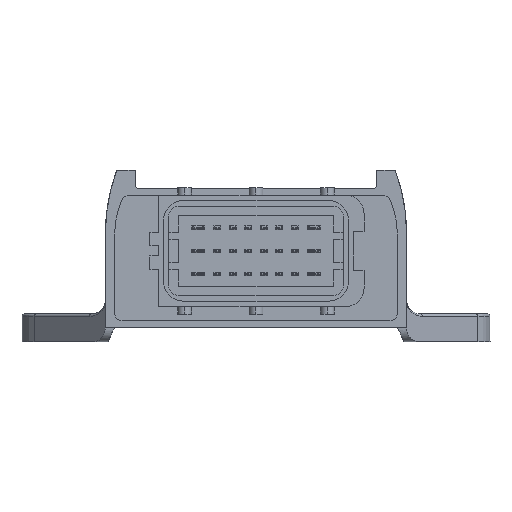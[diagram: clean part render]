
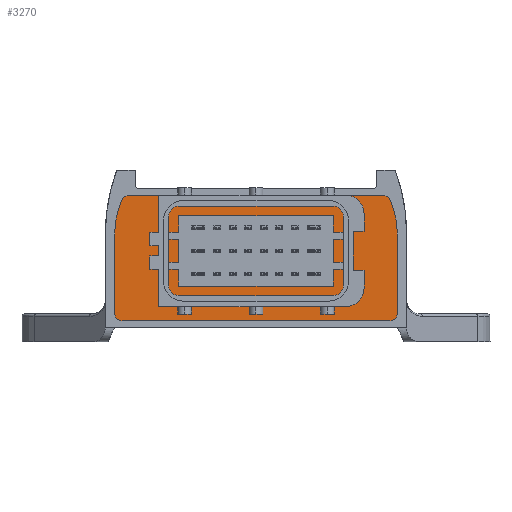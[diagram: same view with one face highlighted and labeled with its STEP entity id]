
A CAD part, front view. The second image highlights one B-rep face of the part: STEP entity #3270.
In plain terms, the highlighted planar face has unit normal (0, -1, 0).
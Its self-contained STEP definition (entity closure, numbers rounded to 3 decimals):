
#55 = EDGE_CURVE ( 'NONE', #8956, #11781, #8718, .T. ) ;
#541 = ORIENTED_EDGE ( 'NONE', *, *, #8823, .T. ) ;
#682 = EDGE_CURVE ( 'NONE', #4371, #8956, #6600, .T. ) ;
#694 = VERTEX_POINT ( 'NONE', #8309 ) ;
#907 = CIRCLE ( 'NONE', #4298, 19.633 ) ;
#1047 = CARTESIAN_POINT ( 'NONE',  ( 55.716, -82.682, 20.781 ) ) ;
#1163 = EDGE_CURVE ( 'NONE', #11781, #8511, #16947, .T. ) ;
#1201 = CARTESIAN_POINT ( 'NONE',  ( 0.684, -82.682, 20.781 ) ) ;
#1257 = DIRECTION ( 'NONE',  ( 0., -1., 0. ) ) ;
#1417 = CARTESIAN_POINT ( 'NONE',  ( 17.333, -82.682, 13.899 ) ) ;
#1571 = CIRCLE ( 'NONE', #14159, 1.618 ) ;
#1939 = VECTOR ( 'NONE', #15156, 1000. ) ;
#2082 = ORIENTED_EDGE ( 'NONE', *, *, #13304, .T. ) ;
#2334 = LINE ( 'NONE', #18741, #10340 ) ;
#3020 = FACE_OUTER_BOUND ( 'NONE', #7107, .T. ) ;
#3270 = ADVANCED_FACE ( 'NONE', ( #3020 ), #16035, .T. ) ;
#3276 = AXIS2_PLACEMENT_3D ( 'NONE', #19704, #5077, #11587 ) ;
#3408 = CARTESIAN_POINT ( 'NONE',  ( -0.682, -82.682, -4.601 ) ) ;
#3646 = DIRECTION ( 'NONE',  ( 1., 0., 0. ) ) ;
#3802 = DIRECTION ( 'NONE',  ( 0., 0., 1. ) ) ;
#4120 = DIRECTION ( 'NONE',  ( 0., 0., -1. ) ) ;
#4239 = ORIENTED_EDGE ( 'NONE', *, *, #20392, .T. ) ;
#4289 = DIRECTION ( 'NONE',  ( 1., 0., 0. ) ) ;
#4298 = AXIS2_PLACEMENT_3D ( 'NONE', #18954, #1257, #12445 ) ;
#4313 = VECTOR ( 'NONE', #3802, 1000. ) ;
#4371 = VERTEX_POINT ( 'NONE', #9950 ) ;
#4430 = CARTESIAN_POINT ( 'NONE',  ( -2.3, -82.682, -2.983 ) ) ;
#4567 = ORIENTED_EDGE ( 'NONE', *, *, #10354, .T. ) ;
#5077 = DIRECTION ( 'NONE',  ( 0., -1., 0. ) ) ;
#5112 = DIRECTION ( 'NONE',  ( 0., -1., 0. ) ) ;
#5261 = AXIS2_PLACEMENT_3D ( 'NONE', #1417, #5112, #11619 ) ;
#5497 = ORIENTED_EDGE ( 'NONE', *, *, #1163, .T. ) ;
#5634 = LINE ( 'NONE', #11839, #13537 ) ;
#6172 = VERTEX_POINT ( 'NONE', #11380 ) ;
#6214 = AXIS2_PLACEMENT_3D ( 'NONE', #1047, #20544, #19055 ) ;
#6511 = DIRECTION ( 'NONE',  ( 0., -1., 0. ) ) ;
#6600 = LINE ( 'NONE', #3408, #1939 ) ;
#6997 = CIRCLE ( 'NONE', #17565, 19.633 ) ;
#7107 = EDGE_LOOP ( 'NONE', ( #16648, #16601, #4239, #18036, #19190, #5497, #541, #2082, #4567, #20945 ) ) ;
#8309 = CARTESIAN_POINT ( 'NONE',  ( -0.811, -82.682, 21.399 ) ) ;
#8511 = VERTEX_POINT ( 'NONE', #9642 ) ;
#8718 = CIRCLE ( 'NONE', #3276, 1.618 ) ;
#8823 = EDGE_CURVE ( 'NONE', #8511, #13115, #6997, .T. ) ;
#8956 = VERTEX_POINT ( 'NONE', #18573 ) ;
#9642 = CARTESIAN_POINT ( 'NONE',  ( 58.7, -82.682, 13.899 ) ) ;
#9950 = CARTESIAN_POINT ( 'NONE',  ( -0.682, -82.682, -4.601 ) ) ;
#10340 = VECTOR ( 'NONE', #4120, 1000. ) ;
#10354 = EDGE_CURVE ( 'NONE', #15983, #11275, #5634, .T. ) ;
#11275 = VERTEX_POINT ( 'NONE', #14105 ) ;
#11286 = DIRECTION ( 'NONE',  ( 0., -1., 0. ) ) ;
#11380 = CARTESIAN_POINT ( 'NONE',  ( -2.3, -82.682, 13.899 ) ) ;
#11512 = DIRECTION ( 'NONE',  ( 1., 0., 0. ) ) ;
#11587 = DIRECTION ( 'NONE',  ( 1., 0., 0. ) ) ;
#11619 = DIRECTION ( 'NONE',  ( 1., 0., 0. ) ) ;
#11781 = VERTEX_POINT ( 'NONE', #20135 ) ;
#11839 = CARTESIAN_POINT ( 'NONE',  ( 55.716, -82.682, 22.399 ) ) ;
#11924 = EDGE_CURVE ( 'NONE', #694, #6172, #907, .T. ) ;
#12028 = CARTESIAN_POINT ( 'NONE',  ( 57.211, -82.682, 21.399 ) ) ;
#12445 = DIRECTION ( 'NONE',  ( 1., 0., 0. ) ) ;
#13115 = VERTEX_POINT ( 'NONE', #12028 ) ;
#13148 = CARTESIAN_POINT ( 'NONE',  ( 39.067, -82.682, 13.899 ) ) ;
#13304 = EDGE_CURVE ( 'NONE', #13115, #15983, #15106, .T. ) ;
#13537 = VECTOR ( 'NONE', #18349, 1000. ) ;
#13910 = DIRECTION ( 'NONE',  ( 0., -1., 0. ) ) ;
#14105 = CARTESIAN_POINT ( 'NONE',  ( 0.684, -82.682, 22.399 ) ) ;
#14159 = AXIS2_PLACEMENT_3D ( 'NONE', #1201, #13910, #4289 ) ;
#15106 = CIRCLE ( 'NONE', #6214, 1.618 ) ;
#15156 = DIRECTION ( 'NONE',  ( 1., 0., 0. ) ) ;
#15983 = VERTEX_POINT ( 'NONE', #16675 ) ;
#16035 = PLANE ( 'NONE',  #5261 ) ;
#16209 = EDGE_CURVE ( 'NONE', #6172, #16422, #2334, .T. ) ;
#16422 = VERTEX_POINT ( 'NONE', #4430 ) ;
#16601 = ORIENTED_EDGE ( 'NONE', *, *, #16209, .T. ) ;
#16648 = ORIENTED_EDGE ( 'NONE', *, *, #11924, .T. ) ;
#16675 = CARTESIAN_POINT ( 'NONE',  ( 55.716, -82.682, 22.399 ) ) ;
#16724 = CARTESIAN_POINT ( 'NONE',  ( 58.7, -82.682, -2.983 ) ) ;
#16947 = LINE ( 'NONE', #16724, #4313 ) ;
#17565 = AXIS2_PLACEMENT_3D ( 'NONE', #13148, #6511, #3646 ) ;
#18036 = ORIENTED_EDGE ( 'NONE', *, *, #682, .T. ) ;
#18174 = CIRCLE ( 'NONE', #19179, 1.618 ) ;
#18349 = DIRECTION ( 'NONE',  ( -1., 0., 0. ) ) ;
#18573 = CARTESIAN_POINT ( 'NONE',  ( 57.082, -82.682, -4.601 ) ) ;
#18741 = CARTESIAN_POINT ( 'NONE',  ( -2.3, -82.682, 13.899 ) ) ;
#18954 = CARTESIAN_POINT ( 'NONE',  ( 17.333, -82.682, 13.899 ) ) ;
#19055 = DIRECTION ( 'NONE',  ( 1., 0., 0. ) ) ;
#19129 = EDGE_CURVE ( 'NONE', #11275, #694, #1571, .T. ) ;
#19179 = AXIS2_PLACEMENT_3D ( 'NONE', #20884, #11286, #11512 ) ;
#19190 = ORIENTED_EDGE ( 'NONE', *, *, #55, .T. ) ;
#19704 = CARTESIAN_POINT ( 'NONE',  ( 57.082, -82.682, -2.983 ) ) ;
#20135 = CARTESIAN_POINT ( 'NONE',  ( 58.7, -82.682, -2.983 ) ) ;
#20392 = EDGE_CURVE ( 'NONE', #16422, #4371, #18174, .T. ) ;
#20544 = DIRECTION ( 'NONE',  ( 0., -1., 0. ) ) ;
#20884 = CARTESIAN_POINT ( 'NONE',  ( -0.682, -82.682, -2.983 ) ) ;
#20945 = ORIENTED_EDGE ( 'NONE', *, *, #19129, .T. ) ;
